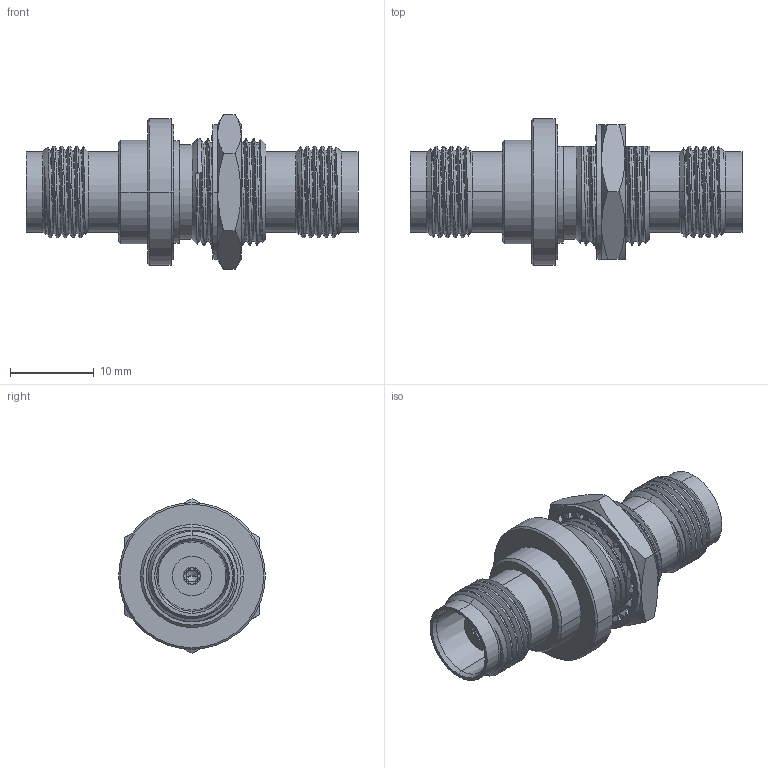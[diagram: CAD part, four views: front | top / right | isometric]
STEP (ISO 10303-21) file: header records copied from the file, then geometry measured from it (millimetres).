
FILE_DESCRIPTION((''),'2;1');
FILE_NAME('T7471A1-ND3G-50_SW0001','2020-07-28T18:26:35',('Viji'),(''),'CREO PARAMETRIC BY PTC INC, 2019444','CREO PARAMETRIC BY PTC INC, 2019444','');
FILE_SCHEMA(('CONFIG_CONTROL_DESIGN'));
Length unit declared in the file: millimetre
Products named in the file (1): T7471A1-ND3G-50_SW0001
Bounding box: 39.6 x 17.5 x 18.48 mm (x, y, z)
Volume: 3632.7 mm3; surface area: 3534.4 mm2
Topology: 1 solids, 1 shells, 342 faces, 1060 edges, 704 vertices
Faces by surface type: bspline 133, cylinder 84, plane 78, cone 47
Entity records: 24287 total; most frequent: CARTESIAN_POINT 15651, ORIENTED_EDGE 2112, DIRECTION 1311, EDGE_CURVE 1056, VERTEX_POINT 704, VECTOR 511, LINE 511, AXIS2_PLACEMENT_3D 400
